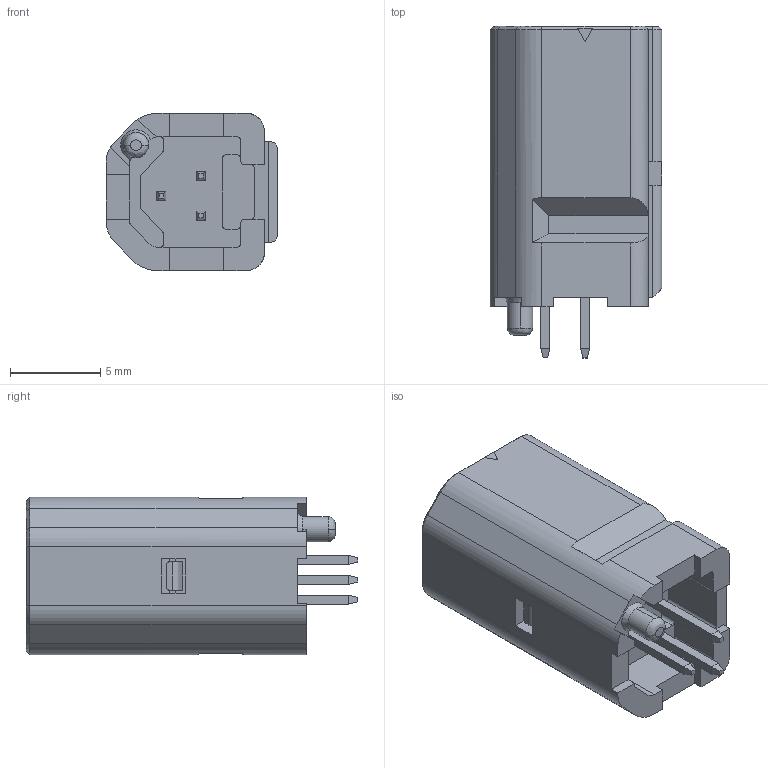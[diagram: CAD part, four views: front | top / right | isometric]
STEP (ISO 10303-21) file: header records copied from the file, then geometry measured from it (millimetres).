
FILE_DESCRIPTION((''),'2;1');
FILE_NAME('03PIN-G-B4','2025-03-19T16:07:18',('NK210218'),(''),'CREO PARAMETRIC BY PTC INC, 2020053','CREO PARAMETRIC BY PTC INC, 2020053','');
FILE_SCHEMA(('CONFIG_CONTROL_DESIGN','SHAPE_APPEARANCE_LAYERS_GROUPS'));
Length unit declared in the file: inch
Products named in the file (1): 03PIN-G-B4
Bounding box: 9.5 x 18.35 x 8.7 mm (x, y, z)
Volume: 621.1 mm3; surface area: 1165.5 mm2
Topology: 1 solids, 2 shells, 568 faces, 1458 edges, 910 vertices
Faces by surface type: plane 383, cylinder 125, cone 37, torus 12, extrusion 9, bspline 2
Entity records: 21351 total; most frequent: CARTESIAN_POINT 3460, ORIENTED_EDGE 2916, DIRECTION 2780, EDGE_CURVE 1458, VECTOR 1156, LINE 1147, VERTEX_POINT 910, AXIS2_PLACEMENT_3D 812
